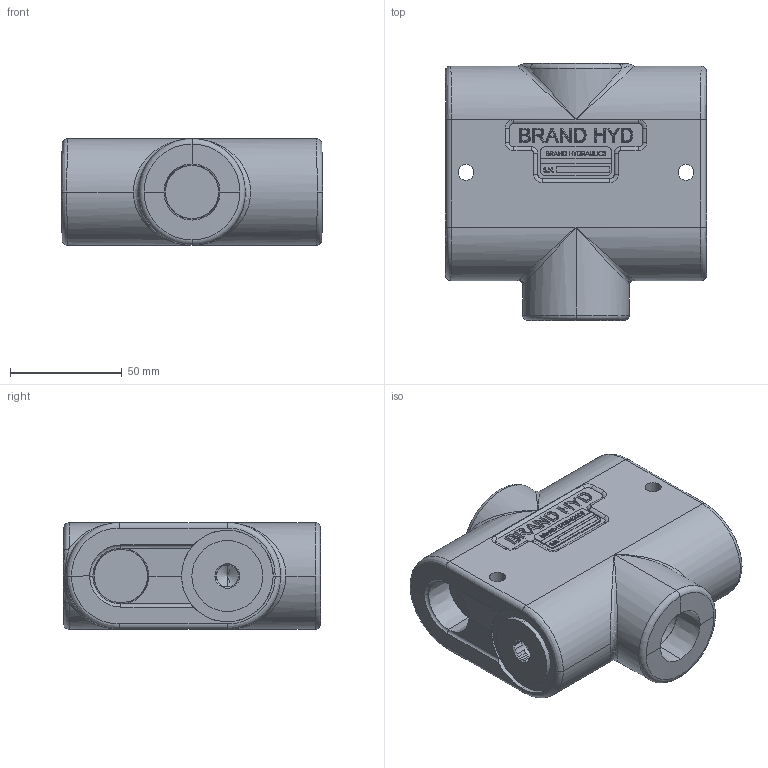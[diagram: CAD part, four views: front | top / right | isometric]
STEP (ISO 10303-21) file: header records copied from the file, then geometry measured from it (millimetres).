
FILE_DESCRIPTION (( 'STEP AP203' ), '1' );
FILE_NAME ('BGR GENERIC VALVE.STEP', '2013-08-02T14:12:22', ( 'branduser' ), ( '' ), 'SwSTEP 2.0', 'SolidWorks 2013', '' );
FILE_SCHEMA (( 'CONFIG_CONTROL_DESIGN' ));
Length unit declared in the file: inch
Products named in the file (1): BGR GENERIC VALVE
Bounding box: 117.12 x 115.28 x 47.62 mm (x, y, z)
Volume: 487942.9 mm3; surface area: 55270.3 mm2
Topology: 1 solids, 9 shells, 660 faces, 1704 edges, 1098 vertices
Faces by surface type: plane 337, bspline 175, cylinder 82, cone 40, torus 26
Entity records: 30419 total; most frequent: CARTESIAN_POINT 15760, ORIENTED_EDGE 3384, DIRECTION 2403, EDGE_CURVE 1692, VERTEX_POINT 1098, VECTOR 949, LINE 949, AXIS2_PLACEMENT_3D 727
